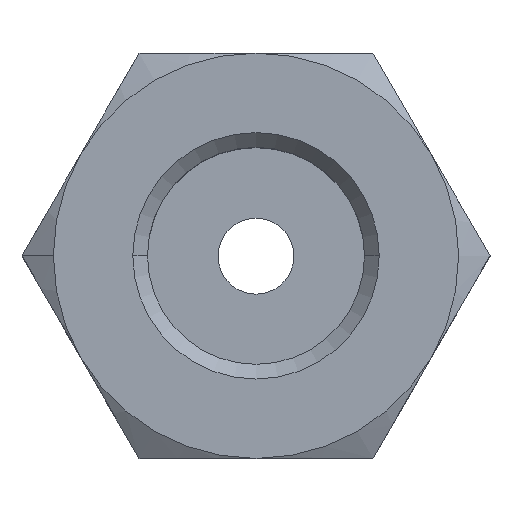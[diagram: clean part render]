
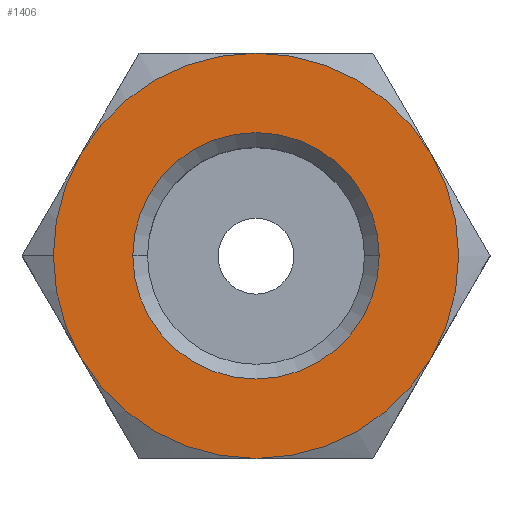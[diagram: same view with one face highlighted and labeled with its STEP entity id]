
A CAD part, top view. The second image highlights one B-rep face of the part: STEP entity #1406.
In plain terms, the highlighted planar face has unit normal (0, 0, 1).
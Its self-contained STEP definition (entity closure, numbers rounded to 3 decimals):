
#16 = EDGE_LOOP ( 'NONE', ( #947, #1533 ) ) ;
#29 = CIRCLE ( 'NONE', #123, 8. ) ;
#36 = VERTEX_POINT ( 'NONE', #964 ) ;
#52 = AXIS2_PLACEMENT_3D ( 'NONE', #544, #1559, #1460 ) ;
#71 = EDGE_CURVE ( 'NONE', #1311, #973, #1047, .T. ) ;
#78 = VERTEX_POINT ( 'NONE', #820 ) ;
#94 = CIRCLE ( 'NONE', #1379, 8. ) ;
#123 = AXIS2_PLACEMENT_3D ( 'NONE', #1484, #1223, #841 ) ;
#130 = FACE_BOUND ( 'NONE', #16, .T. ) ;
#149 = DIRECTION ( 'NONE',  ( 0., 0., 1. ) ) ;
#181 = CIRCLE ( 'NONE', #759, 8. ) ;
#182 = DIRECTION ( 'NONE',  ( 1., 0., 0. ) ) ;
#192 = CARTESIAN_POINT ( 'NONE',  ( 0., 0., 0. ) ) ;
#232 = DIRECTION ( 'NONE',  ( 0., 0., 1. ) ) ;
#251 = AXIS2_PLACEMENT_3D ( 'NONE', #1426, #283, #410 ) ;
#260 = CIRCLE ( 'NONE', #1642, 8. ) ;
#283 = DIRECTION ( 'NONE',  ( 0., 0., 1. ) ) ;
#343 = CARTESIAN_POINT ( 'NONE',  ( 0., 0., 0. ) ) ;
#354 = CARTESIAN_POINT ( 'NONE',  ( -6.928, 4., 0. ) ) ;
#355 = CARTESIAN_POINT ( 'NONE',  ( 0., 0., 0. ) ) ;
#361 = DIRECTION ( 'NONE',  ( 1., 0., 0. ) ) ;
#368 = ORIENTED_EDGE ( 'NONE', *, *, #1147, .T. ) ;
#386 = CARTESIAN_POINT ( 'NONE',  ( 0., 0., 0. ) ) ;
#410 = DIRECTION ( 'NONE',  ( 1., 0., 0. ) ) ;
#423 = ORIENTED_EDGE ( 'NONE', *, *, #1220, .T. ) ;
#449 = ORIENTED_EDGE ( 'NONE', *, *, #1093, .T. ) ;
#460 = CARTESIAN_POINT ( 'NONE',  ( 0., 0., 0. ) ) ;
#465 = DIRECTION ( 'NONE',  ( 0., 0., 1. ) ) ;
#482 = CIRCLE ( 'NONE', #1037, 4.864 ) ;
#512 = DIRECTION ( 'NONE',  ( 0., 0., 1. ) ) ;
#544 = CARTESIAN_POINT ( 'NONE',  ( 0., 0., 0. ) ) ;
#618 = AXIS2_PLACEMENT_3D ( 'NONE', #1258, #512, #1389 ) ;
#700 = EDGE_CURVE ( 'NONE', #929, #36, #181, .T. ) ;
#713 = EDGE_CURVE ( 'NONE', #973, #1311, #482, .T. ) ;
#759 = AXIS2_PLACEMENT_3D ( 'NONE', #343, #465, #1342 ) ;
#767 = VERTEX_POINT ( 'NONE', #1625 ) ;
#813 = CARTESIAN_POINT ( 'NONE',  ( 6.928, 4., 0. ) ) ;
#820 = CARTESIAN_POINT ( 'NONE',  ( 0., -8., 0. ) ) ;
#841 = DIRECTION ( 'NONE',  ( 1., 0., 0. ) ) ;
#878 = CARTESIAN_POINT ( 'NONE',  ( -6.928, -4., 0. ) ) ;
#929 = VERTEX_POINT ( 'NONE', #813 ) ;
#943 = FACE_OUTER_BOUND ( 'NONE', #1535, .T. ) ;
#947 = ORIENTED_EDGE ( 'NONE', *, *, #713, .F. ) ;
#964 = CARTESIAN_POINT ( 'NONE',  ( 0., 8., 0. ) ) ;
#973 = VERTEX_POINT ( 'NONE', #1302 ) ;
#984 = CIRCLE ( 'NONE', #1646, 8. ) ;
#993 = ORIENTED_EDGE ( 'NONE', *, *, #1397, .T. ) ;
#1028 = VERTEX_POINT ( 'NONE', #354 ) ;
#1037 = AXIS2_PLACEMENT_3D ( 'NONE', #355, #232, #361 ) ;
#1047 = CIRCLE ( 'NONE', #1297, 4.864 ) ;
#1052 = ORIENTED_EDGE ( 'NONE', *, *, #1277, .T. ) ;
#1093 = EDGE_CURVE ( 'NONE', #78, #1270, #29, .T. ) ;
#1147 = EDGE_CURVE ( 'NONE', #36, #1028, #984, .T. ) ;
#1150 = CIRCLE ( 'NONE', #618, 8. ) ;
#1162 = VERTEX_POINT ( 'NONE', #878 ) ;
#1188 = DIRECTION ( 'NONE',  ( 0., 0., 1. ) ) ;
#1205 = CIRCLE ( 'NONE', #251, 8. ) ;
#1220 = EDGE_CURVE ( 'NONE', #767, #1162, #1150, .T. ) ;
#1223 = DIRECTION ( 'NONE',  ( 0., 0., 1. ) ) ;
#1226 = ORIENTED_EDGE ( 'NONE', *, *, #700, .T. ) ;
#1234 = EDGE_CURVE ( 'NONE', #1270, #929, #94, .T. ) ;
#1258 = CARTESIAN_POINT ( 'NONE',  ( 0., 0., 0. ) ) ;
#1270 = VERTEX_POINT ( 'NONE', #1650 ) ;
#1277 = EDGE_CURVE ( 'NONE', #1162, #78, #260, .T. ) ;
#1297 = AXIS2_PLACEMENT_3D ( 'NONE', #192, #1188, #182 ) ;
#1302 = CARTESIAN_POINT ( 'NONE',  ( 4.864, 0., 0. ) ) ;
#1311 = VERTEX_POINT ( 'NONE', #1542 ) ;
#1339 = DIRECTION ( 'NONE',  ( 0., 0., 1. ) ) ;
#1342 = DIRECTION ( 'NONE',  ( 1., 0., 0. ) ) ;
#1379 = AXIS2_PLACEMENT_3D ( 'NONE', #1396, #1528, #1401 ) ;
#1389 = DIRECTION ( 'NONE',  ( 1., 0., 0. ) ) ;
#1396 = CARTESIAN_POINT ( 'NONE',  ( 0., 0., 0. ) ) ;
#1397 = EDGE_CURVE ( 'NONE', #1028, #767, #1205, .T. ) ;
#1401 = DIRECTION ( 'NONE',  ( 1., 0., 0. ) ) ;
#1406 = ADVANCED_FACE ( 'PLANAR_11', ( #130, #943 ), #1569, .F. ) ;
#1426 = CARTESIAN_POINT ( 'NONE',  ( 0., 0., 0. ) ) ;
#1460 = DIRECTION ( 'NONE',  ( -1., 0., 0. ) ) ;
#1477 = DIRECTION ( 'NONE',  ( 1., 0., 0. ) ) ;
#1484 = CARTESIAN_POINT ( 'NONE',  ( 0., 0., 0. ) ) ;
#1528 = DIRECTION ( 'NONE',  ( 0., 0., 1. ) ) ;
#1533 = ORIENTED_EDGE ( 'NONE', *, *, #71, .F. ) ;
#1535 = EDGE_LOOP ( 'NONE', ( #1226, #368, #993, #423, #1052, #449, #1643 ) ) ;
#1542 = CARTESIAN_POINT ( 'NONE',  ( -4.864, 0., 0. ) ) ;
#1559 = DIRECTION ( 'NONE',  ( 0., 0., -1. ) ) ;
#1569 = PLANE ( 'NONE',  #52 ) ;
#1625 = CARTESIAN_POINT ( 'NONE',  ( -8., 0., 0. ) ) ;
#1642 = AXIS2_PLACEMENT_3D ( 'NONE', #386, #149, #1658 ) ;
#1643 = ORIENTED_EDGE ( 'NONE', *, *, #1234, .T. ) ;
#1646 = AXIS2_PLACEMENT_3D ( 'NONE', #460, #1339, #1477 ) ;
#1650 = CARTESIAN_POINT ( 'NONE',  ( 6.928, -4., 0. ) ) ;
#1658 = DIRECTION ( 'NONE',  ( 1., 0., 0. ) ) ;
